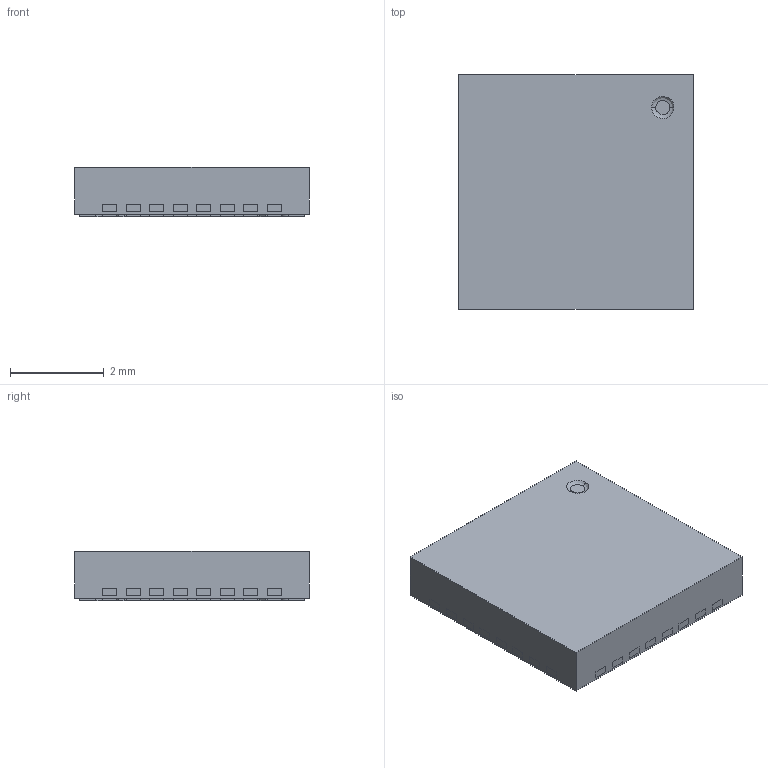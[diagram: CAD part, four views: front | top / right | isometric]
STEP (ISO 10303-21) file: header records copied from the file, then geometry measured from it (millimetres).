
FILE_DESCRIPTION(/* description */ (''),/* implementation_level */ '2;1');
FILE_NAME(/* name */ 'QFCD28~1',/* time_stamp */ '2014-12-15T11:18:57+01:00',/* author */ (''),/* organization */ (''),/* preprocessor_version */ 'ST-DEVELOPER v14',/* originating_system */ '',/* authorisation */ '');
FILE_SCHEMA (('AUTOMOTIVE_DESIGN'));
Length unit declared in the file: millimetre
Products named in the file (1): Document
Bounding box: 5 x 5 x 1.05 mm (x, y, z)
Volume: 25.7 mm3; surface area: 140.8 mm2
Topology: 66 solids, 66 shells, 569 faces, 1212 edges, 800 vertices
Faces by surface type: plane 439, bspline 130
Entity records: 14154 total; most frequent: CARTESIAN_POINT 5057, ORIENTED_EDGE 2424, EDGE_CURVE 1212, B_SPLINE_CURVE_WITH_KNOTS 822, VERTEX_POINT 800, EDGE_LOOP 602, ADVANCED_FACE 569, FACE_OUTER_BOUND 569
